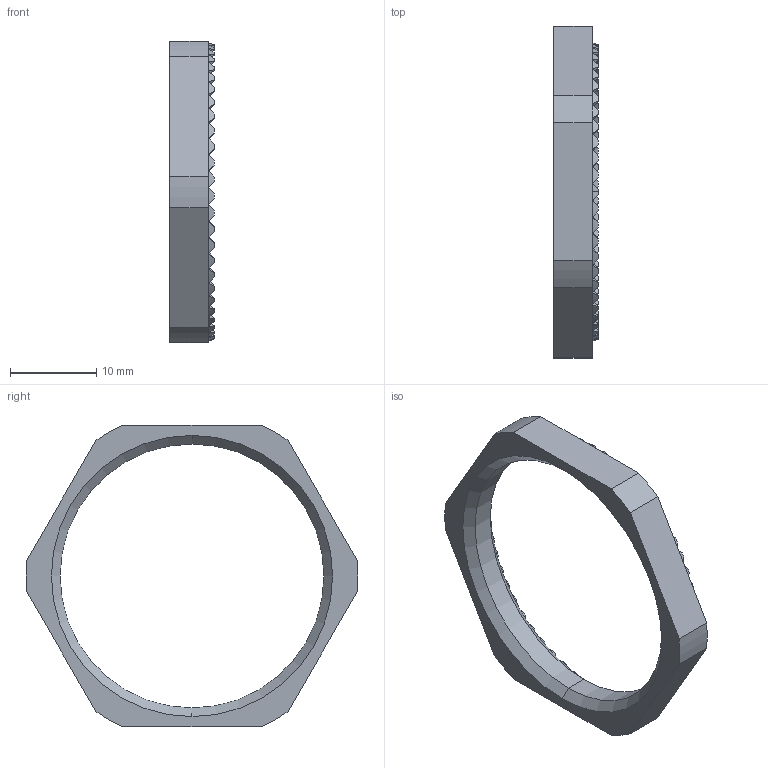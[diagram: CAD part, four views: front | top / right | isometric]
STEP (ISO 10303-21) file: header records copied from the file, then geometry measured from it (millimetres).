
FILE_DESCRIPTION (( 'STEP AP203' ), '1' );
FILE_NAME ('D3432100indB.STEP', '2024-09-20T12:26:59', ( '' ), ( '' ), 'SwSTEP 2.0', 'SolidWorks 2023', '' );
FILE_SCHEMA (( 'CONFIG_CONTROL_DESIGN' ));
Length unit declared in the file: millimetre
Products named in the file (1): D3432100indB
Bounding box: 5.2 x 38.48 x 35 mm (x, y, z)
Volume: 1340.4 mm3; surface area: 1562.3 mm2
Topology: 1 solids, 1 shells, 297 faces, 658 edges, 364 vertices
Faces by surface type: plane 174, cone 115, cylinder 8
Entity records: 8043 total; most frequent: CARTESIAN_POINT 1980, ORIENTED_EDGE 1316, DIRECTION 1276, EDGE_CURVE 658, AXIS2_PLACEMENT_3D 540, VERTEX_POINT 364, EDGE_LOOP 300, ADVANCED_FACE 297
